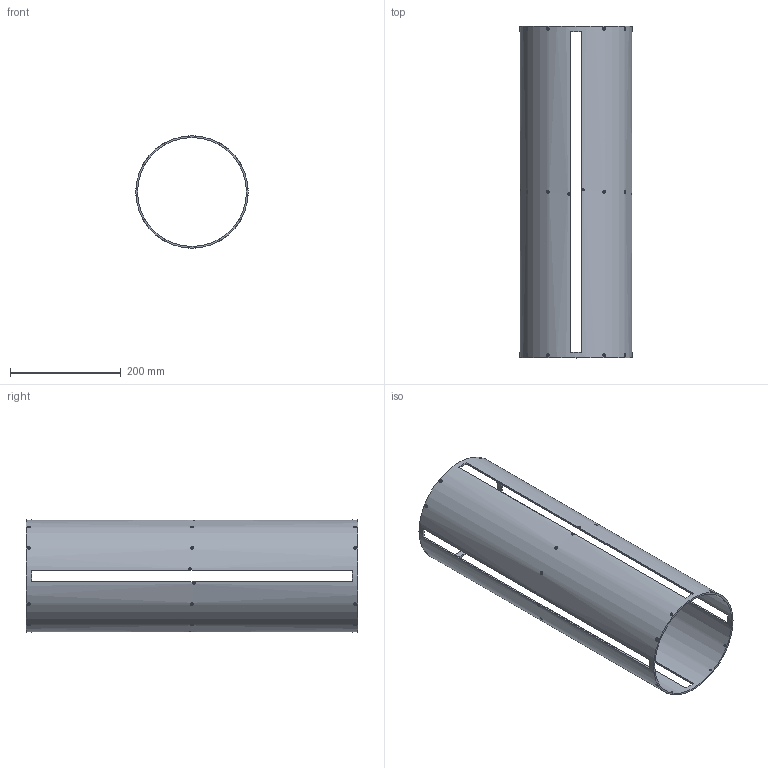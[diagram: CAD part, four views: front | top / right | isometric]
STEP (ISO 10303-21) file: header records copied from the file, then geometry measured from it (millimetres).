
FILE_DESCRIPTION(/* description */ (''),/* implementation_level */ '2;1');
FILE_NAME(/* name */ 'quadslot_8in_can_closed_v1.stp',/* time_stamp */ '2020-11-13T11:21:37-06:00',/* author */ ('dsouthall'),/* organization */ (''),/* preprocessor_version */ 'ST-DEVELOPER v18.1',/* originating_system */ 'Autodesk Inventor 2021',/* authorisation */ '');
FILE_SCHEMA (('AUTOMOTIVE_DESIGN { 1 0 10303 214 3 1 1 }'));
Length unit declared in the file: inch
Products named in the file (1): can_closed
Bounding box: 203.2 x 600 x 203.2 mm (x, y, z)
Volume: 1048454.5 mm3; surface area: 680766.9 mm2
Topology: 1 solids, 1 shells, 84 faces, 318 edges, 234 vertices
Faces by surface type: cylinder 34, cone 32, plane 18
Full cylindrical faces by diameter (mm): 2.438 x8, 3.277 x24, 196.85 x1, 203.2 x1
Entity records: 5603 total; most frequent: CARTESIAN_POINT 2845, ORIENTED_EDGE 636, DIRECTION 450, EDGE_CURVE 318, VERTEX_POINT 234, AXIS2_PLACEMENT_3D 175, EDGE_LOOP 156, B_SPLINE_CURVE_WITH_KNOTS 128
